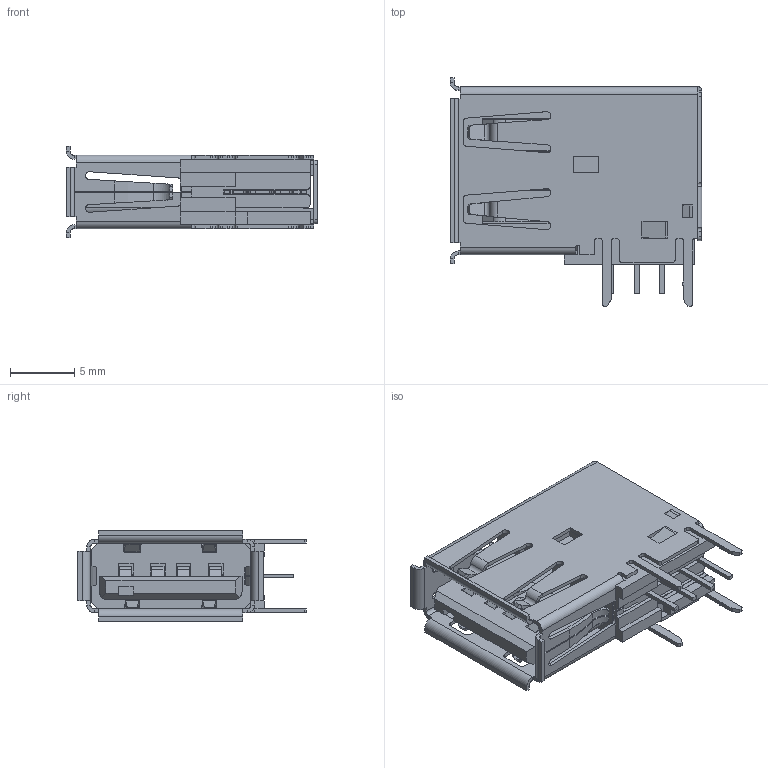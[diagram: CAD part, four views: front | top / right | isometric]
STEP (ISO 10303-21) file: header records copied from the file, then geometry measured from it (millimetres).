
FILE_DESCRIPTION((''),'2;1');
FILE_NAME('73725-11AOBLF_ASM','2021-05-31T',('MiaoWT'),('AFCI'),'CREO PARAMETRIC BY PTC INC, 2016130','CREO PARAMETRIC BY PTC INC, 2016130','');
FILE_SCHEMA(('AUTOMOTIVE_DESIGN { 1 0 10303 214 1 1 1 1 }'));
Length unit declared in the file: millimetre
Products named in the file (1): 73725-11AOBLF_ASM
Bounding box: 19.6 x 17.81 x 7.12 mm (x, y, z)
Volume: 569 mm3; surface area: 2530 mm2
Topology: 1 solids, 1 shells, 904 faces, 2561 edges, 1618 vertices
Faces by surface type: plane 662, cylinder 212, bspline 30
Entity records: 30338 total; most frequent: CARTESIAN_POINT 6543, ORIENTED_EDGE 5122, DIRECTION 4609, EDGE_CURVE 2561, VECTOR 2081, LINE 2081, VERTEX_POINT 1618, AXIS2_PLACEMENT_3D 1264
